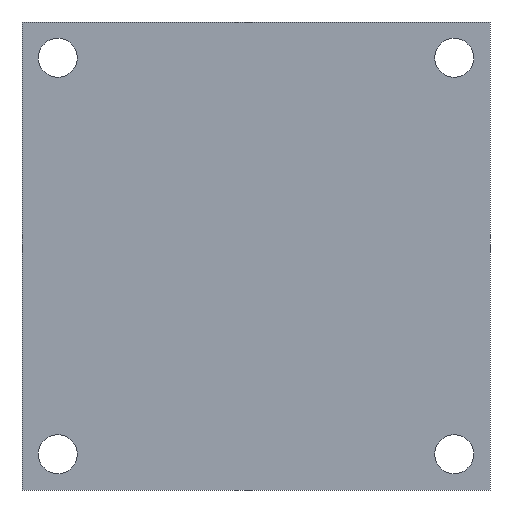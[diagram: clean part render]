
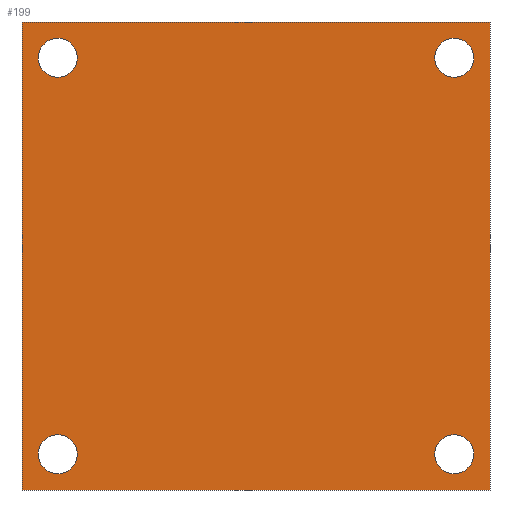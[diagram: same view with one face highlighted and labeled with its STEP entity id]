
A CAD part, front view. The second image highlights one B-rep face of the part: STEP entity #199.
In plain terms, the highlighted planar face has unit normal (0, -1, 0).
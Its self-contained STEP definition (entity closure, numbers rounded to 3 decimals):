
#2 = LINE ( 'NONE', #27, #256 ) ;
#3 = LINE ( 'NONE', #291, #378 ) ;
#17 = DIRECTION ( 'NONE',  ( -1., 0., 0. ) ) ;
#18 = VERTEX_POINT ( 'NONE', #86 ) ;
#21 = CARTESIAN_POINT ( 'NONE',  ( -15.25, 0., -15.25 ) ) ;
#27 = CARTESIAN_POINT ( 'NONE',  ( 18., 0., -18. ) ) ;
#34 = LINE ( 'NONE', #153, #334 ) ;
#39 = VERTEX_POINT ( 'NONE', #181 ) ;
#48 = EDGE_CURVE ( 'NONE', #39, #400, #56, .T. ) ;
#52 = CARTESIAN_POINT ( 'NONE',  ( 18., 0., 18. ) ) ;
#53 = ORIENTED_EDGE ( 'NONE', *, *, #313, .T. ) ;
#56 = CIRCLE ( 'NONE', #388, 1.5 ) ;
#62 = CIRCLE ( 'NONE', #402, 1.5 ) ;
#64 = EDGE_CURVE ( 'NONE', #413, #117, #235, .T. ) ;
#68 = VERTEX_POINT ( 'NONE', #82 ) ;
#78 = ORIENTED_EDGE ( 'NONE', *, *, #90, .F. ) ;
#82 = CARTESIAN_POINT ( 'NONE',  ( -18., 0., 18. ) ) ;
#86 = CARTESIAN_POINT ( 'NONE',  ( 18., 0., -18. ) ) ;
#88 = ORIENTED_EDGE ( 'NONE', *, *, #434, .T. ) ;
#90 = EDGE_CURVE ( 'NONE', #68, #377, #3, .T. ) ;
#93 = ORIENTED_EDGE ( 'NONE', *, *, #352, .T. ) ;
#97 = FACE_BOUND ( 'NONE', #467, .T. ) ;
#100 = CARTESIAN_POINT ( 'NONE',  ( -15.25, 0., 13.75 ) ) ;
#104 = AXIS2_PLACEMENT_3D ( 'NONE', #480, #221, #222 ) ;
#105 = CIRCLE ( 'NONE', #104, 1.5 ) ;
#109 = CARTESIAN_POINT ( 'NONE',  ( -15.25, 0., -13.75 ) ) ;
#110 = DIRECTION ( 'NONE',  ( 0., 0., 1. ) ) ;
#113 = CARTESIAN_POINT ( 'NONE',  ( 15.25, 0., -15.25 ) ) ;
#117 = VERTEX_POINT ( 'NONE', #109 ) ;
#122 = CARTESIAN_POINT ( 'NONE',  ( -15.25, 0., -15.25 ) ) ;
#129 = AXIS2_PLACEMENT_3D ( 'NONE', #358, #148, #324 ) ;
#133 = EDGE_LOOP ( 'NONE', ( #193, #78, #308, #233 ) ) ;
#135 = FACE_BOUND ( 'NONE', #389, .T. ) ;
#138 = FACE_BOUND ( 'NONE', #311, .T. ) ;
#139 = VERTEX_POINT ( 'NONE', #394 ) ;
#142 = EDGE_CURVE ( 'NONE', #18, #160, #210, .T. ) ;
#145 = AXIS2_PLACEMENT_3D ( 'NONE', #205, #278, #430 ) ;
#148 = DIRECTION ( 'NONE',  ( 0., 1., 0. ) ) ;
#153 = CARTESIAN_POINT ( 'NONE',  ( -18., 0., -18. ) ) ;
#158 = AXIS2_PLACEMENT_3D ( 'NONE', #122, #191, #110 ) ;
#160 = VERTEX_POINT ( 'NONE', #170 ) ;
#162 = CIRCLE ( 'NONE', #129, 1.5 ) ;
#164 = DIRECTION ( 'NONE',  ( 0., 0., 1. ) ) ;
#170 = CARTESIAN_POINT ( 'NONE',  ( -18., 0., -18. ) ) ;
#173 = DIRECTION ( 'NONE',  ( 0., 0., 1. ) ) ;
#181 = CARTESIAN_POINT ( 'NONE',  ( 15.25, 0., -13.75 ) ) ;
#191 = DIRECTION ( 'NONE',  ( 0., 1., 0. ) ) ;
#193 = ORIENTED_EDGE ( 'NONE', *, *, #317, .F. ) ;
#198 = ORIENTED_EDGE ( 'NONE', *, *, #423, .T. ) ;
#199 = ADVANCED_FACE ( 'NONE', ( #463, #138, #135, #274, #97 ), #466, .F. ) ;
#200 = CARTESIAN_POINT ( 'NONE',  ( 15.25, 0., 15.25 ) ) ;
#205 = CARTESIAN_POINT ( 'NONE',  ( 0., 0., 0. ) ) ;
#208 = VERTEX_POINT ( 'NONE', #100 ) ;
#210 = LINE ( 'NONE', #351, #422 ) ;
#220 = AXIS2_PLACEMENT_3D ( 'NONE', #250, #245, #164 ) ;
#221 = DIRECTION ( 'NONE',  ( 0., 1., 0. ) ) ;
#222 = DIRECTION ( 'NONE',  ( 0., 0., 1. ) ) ;
#233 = ORIENTED_EDGE ( 'NONE', *, *, #142, .F. ) ;
#235 = CIRCLE ( 'NONE', #158, 1.5 ) ;
#236 = CIRCLE ( 'NONE', #220, 1.5 ) ;
#241 = ORIENTED_EDGE ( 'NONE', *, *, #296, .T. ) ;
#245 = DIRECTION ( 'NONE',  ( 0., 1., 0. ) ) ;
#248 = AXIS2_PLACEMENT_3D ( 'NONE', #21, #435, #387 ) ;
#250 = CARTESIAN_POINT ( 'NONE',  ( 15.25, 0., -15.25 ) ) ;
#255 = EDGE_CURVE ( 'NONE', #208, #288, #105, .T. ) ;
#256 = VECTOR ( 'NONE', #362, 1000. ) ;
#274 = FACE_BOUND ( 'NONE', #340, .T. ) ;
#278 = DIRECTION ( 'NONE',  ( 0., 1., 0. ) ) ;
#280 = ORIENTED_EDGE ( 'NONE', *, *, #48, .T. ) ;
#288 = VERTEX_POINT ( 'NONE', #290 ) ;
#290 = CARTESIAN_POINT ( 'NONE',  ( -15.25, 0., 16.75 ) ) ;
#291 = CARTESIAN_POINT ( 'NONE',  ( -18., 0., 18. ) ) ;
#296 = EDGE_CURVE ( 'NONE', #288, #208, #62, .T. ) ;
#307 = EDGE_CURVE ( 'NONE', #160, #68, #34, .T. ) ;
#308 = ORIENTED_EDGE ( 'NONE', *, *, #307, .F. ) ;
#311 = EDGE_LOOP ( 'NONE', ( #390, #198 ) ) ;
#313 = EDGE_CURVE ( 'NONE', #342, #139, #162, .T. ) ;
#317 = EDGE_CURVE ( 'NONE', #377, #18, #2, .T. ) ;
#324 = DIRECTION ( 'NONE',  ( 0., 0., 1. ) ) ;
#334 = VECTOR ( 'NONE', #398, 1000. ) ;
#339 = CIRCLE ( 'NONE', #248, 1.5 ) ;
#340 = EDGE_LOOP ( 'NONE', ( #88, #53 ) ) ;
#342 = VERTEX_POINT ( 'NONE', #410 ) ;
#349 = CARTESIAN_POINT ( 'NONE',  ( -15.25, 0., -16.75 ) ) ;
#351 = CARTESIAN_POINT ( 'NONE',  ( -18., 0., -18. ) ) ;
#352 = EDGE_CURVE ( 'NONE', #400, #39, #236, .T. ) ;
#358 = CARTESIAN_POINT ( 'NONE',  ( 15.25, 0., 15.25 ) ) ;
#359 = DIRECTION ( 'NONE',  ( 0., 1., 0. ) ) ;
#362 = DIRECTION ( 'NONE',  ( 0., 0., -1. ) ) ;
#372 = CIRCLE ( 'NONE', #396, 1.5 ) ;
#377 = VERTEX_POINT ( 'NONE', #52 ) ;
#378 = VECTOR ( 'NONE', #404, 1000. ) ;
#382 = ORIENTED_EDGE ( 'NONE', *, *, #255, .T. ) ;
#387 = DIRECTION ( 'NONE',  ( 0., 0., 1. ) ) ;
#388 = AXIS2_PLACEMENT_3D ( 'NONE', #113, #359, #452 ) ;
#389 = EDGE_LOOP ( 'NONE', ( #93, #280 ) ) ;
#390 = ORIENTED_EDGE ( 'NONE', *, *, #64, .T. ) ;
#393 = DIRECTION ( 'NONE',  ( 0., 1., 0. ) ) ;
#394 = CARTESIAN_POINT ( 'NONE',  ( 15.25, 0., 13.75 ) ) ;
#396 = AXIS2_PLACEMENT_3D ( 'NONE', #200, #393, #173 ) ;
#398 = DIRECTION ( 'NONE',  ( 0., 0., 1. ) ) ;
#400 = VERTEX_POINT ( 'NONE', #429 ) ;
#402 = AXIS2_PLACEMENT_3D ( 'NONE', #450, #443, #447 ) ;
#404 = DIRECTION ( 'NONE',  ( 1., 0., 0. ) ) ;
#410 = CARTESIAN_POINT ( 'NONE',  ( 15.25, 0., 16.75 ) ) ;
#413 = VERTEX_POINT ( 'NONE', #349 ) ;
#422 = VECTOR ( 'NONE', #17, 1000. ) ;
#423 = EDGE_CURVE ( 'NONE', #117, #413, #339, .T. ) ;
#429 = CARTESIAN_POINT ( 'NONE',  ( 15.25, 0., -16.75 ) ) ;
#430 = DIRECTION ( 'NONE',  ( 0., 0., 1. ) ) ;
#434 = EDGE_CURVE ( 'NONE', #139, #342, #372, .T. ) ;
#435 = DIRECTION ( 'NONE',  ( 0., 1., 0. ) ) ;
#443 = DIRECTION ( 'NONE',  ( 0., 1., 0. ) ) ;
#447 = DIRECTION ( 'NONE',  ( 0., 0., 1. ) ) ;
#450 = CARTESIAN_POINT ( 'NONE',  ( -15.25, 0., 15.25 ) ) ;
#452 = DIRECTION ( 'NONE',  ( 0., 0., 1. ) ) ;
#463 = FACE_OUTER_BOUND ( 'NONE', #133, .T. ) ;
#466 = PLANE ( 'NONE',  #145 ) ;
#467 = EDGE_LOOP ( 'NONE', ( #382, #241 ) ) ;
#480 = CARTESIAN_POINT ( 'NONE',  ( -15.25, 0., 15.25 ) ) ;
